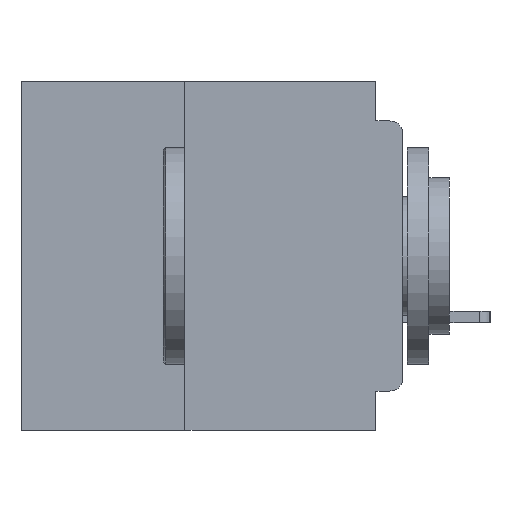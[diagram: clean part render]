
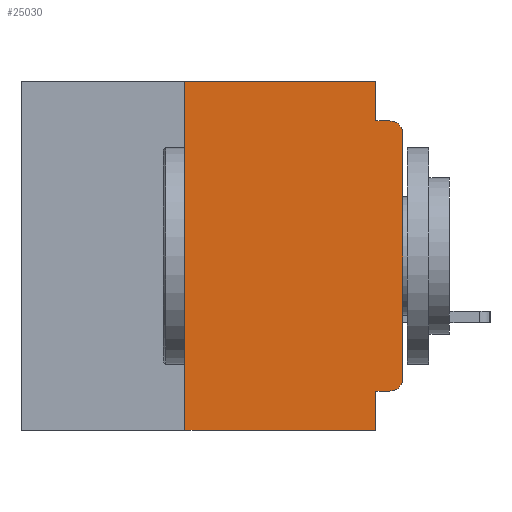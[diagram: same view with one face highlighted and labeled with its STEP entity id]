
A CAD part, left-side view. The second image highlights one B-rep face of the part: STEP entity #25030.
In plain terms, the highlighted planar face has unit normal (-1, 0, 0).
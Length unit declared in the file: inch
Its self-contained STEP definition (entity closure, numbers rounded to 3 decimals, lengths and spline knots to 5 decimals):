
#234 = EDGE_CURVE ( 'NONE', #50088, #28986, #44037, .T. ) ;
#309 = EDGE_CURVE ( 'NONE', #26356, #754, #30275, .T. ) ;
#754 = VERTEX_POINT ( 'NONE', #46966 ) ;
#2625 = DIRECTION ( 'NONE',  ( 0., -1., 0. ) ) ;
#2810 = VECTOR ( 'NONE', #49037, 39.37008 ) ;
#2995 = CARTESIAN_POINT ( 'NONE',  ( 0., 0.031, -0.4 ) ) ;
#4083 = CARTESIAN_POINT ( 'NONE',  ( 0., 0.25, -0.4 ) ) ;
#4988 = VERTEX_POINT ( 'NONE', #19917 ) ;
#5557 = VECTOR ( 'NONE', #31598, 39.37008 ) ;
#7045 = EDGE_CURVE ( 'NONE', #41178, #26647, #8482, .T. ) ;
#8482 = CIRCLE ( 'NONE', #26587, 0.015 ) ;
#9930 = CARTESIAN_POINT ( 'NONE',  ( 0., 0.25, 0. ) ) ;
#10068 = PLANE ( 'NONE',  #40199 ) ;
#10471 = CARTESIAN_POINT ( 'NONE',  ( 0., 0., -0.045 ) ) ;
#12173 = CARTESIAN_POINT ( 'NONE',  ( 0., 0.437, -0.4 ) ) ;
#12185 = ORIENTED_EDGE ( 'NONE', *, *, #234, .F. ) ;
#12434 = CARTESIAN_POINT ( 'NONE',  ( 0., 0.031, -0.045 ) ) ;
#12935 = VECTOR ( 'NONE', #26354, 39.37008 ) ;
#13215 = LINE ( 'NONE', #33604, #2810 ) ;
#14009 = DIRECTION ( 'NONE',  ( 0., 0., -1. ) ) ;
#14069 = ORIENTED_EDGE ( 'NONE', *, *, #309, .T. ) ;
#15885 = VECTOR ( 'NONE', #16636, 39.37008 ) ;
#16636 = DIRECTION ( 'NONE',  ( 0., 0., 1. ) ) ;
#16823 = VECTOR ( 'NONE', #25060, 39.37008 ) ;
#17171 = LINE ( 'NONE', #12173, #36769 ) ;
#17596 = VERTEX_POINT ( 'NONE', #9930 ) ;
#19917 = CARTESIAN_POINT ( 'NONE',  ( 0., 0.031, -0.355 ) ) ;
#20826 = ORIENTED_EDGE ( 'NONE', *, *, #38430, .T. ) ;
#20909 = VERTEX_POINT ( 'NONE', #38185 ) ;
#21266 = CARTESIAN_POINT ( 'NONE',  ( 0., 0.015, -0.06 ) ) ;
#22210 = EDGE_CURVE ( 'NONE', #4988, #48716, #27575, .T. ) ;
#22666 = DIRECTION ( 'NONE',  ( -1., 0., 0. ) ) ;
#23443 = CARTESIAN_POINT ( 'NONE',  ( 0., 0.015, -0.34 ) ) ;
#25030 = ADVANCED_FACE ( 'NONE', ( #39323 ), #10068, .F. ) ;
#25060 = DIRECTION ( 'NONE',  ( 0., 1., 0. ) ) ;
#25251 = DIRECTION ( 'NONE',  ( 0., 0., -1. ) ) ;
#26354 = DIRECTION ( 'NONE',  ( 0., 0., -1. ) ) ;
#26356 = VERTEX_POINT ( 'NONE', #45555 ) ;
#26587 = AXIS2_PLACEMENT_3D ( 'NONE', #21266, #48352, #25251 ) ;
#26647 = VERTEX_POINT ( 'NONE', #47209 ) ;
#27005 = EDGE_CURVE ( 'NONE', #20909, #17596, #35577, .T. ) ;
#27248 = EDGE_CURVE ( 'NONE', #26356, #4988, #46627, .T. ) ;
#27575 = LINE ( 'NONE', #2995, #48037 ) ;
#28014 = EDGE_CURVE ( 'NONE', #28986, #26647, #32153, .T. ) ;
#28986 = VERTEX_POINT ( 'NONE', #12434 ) ;
#29524 = ORIENTED_EDGE ( 'NONE', *, *, #28014, .F. ) ;
#29772 = CARTESIAN_POINT ( 'NONE',  ( 0., 0.437, 0. ) ) ;
#30275 = CIRCLE ( 'NONE', #47334, 0.015 ) ;
#30563 = DIRECTION ( 'NONE',  ( 0., 0., -1. ) ) ;
#31598 = DIRECTION ( 'NONE',  ( 0., 0., 1. ) ) ;
#31841 = DIRECTION ( 'NONE',  ( 0., -1., 0. ) ) ;
#32153 = LINE ( 'NONE', #10471, #50137 ) ;
#33127 = ORIENTED_EDGE ( 'NONE', *, *, #42587, .F. ) ;
#33604 = CARTESIAN_POINT ( 'NONE',  ( 0., 0.437, 0. ) ) ;
#34374 = CARTESIAN_POINT ( 'NONE',  ( 0., 0.031, 0. ) ) ;
#35049 = DIRECTION ( 'NONE',  ( 0., 0., -1. ) ) ;
#35556 = CARTESIAN_POINT ( 'NONE',  ( 0., 0.031, 0. ) ) ;
#35577 = LINE ( 'NONE', #4083, #5557 ) ;
#36010 = CARTESIAN_POINT ( 'NONE',  ( 0., 0., 0. ) ) ;
#36747 = ORIENTED_EDGE ( 'NONE', *, *, #48384, .T. ) ;
#36769 = VECTOR ( 'NONE', #31841, 39.37008 ) ;
#37471 = DIRECTION ( 'NONE',  ( 1., 0., 0. ) ) ;
#38185 = CARTESIAN_POINT ( 'NONE',  ( 0., 0.25, -0.4 ) ) ;
#38430 = EDGE_CURVE ( 'NONE', #754, #41178, #46931, .T. ) ;
#39323 = FACE_OUTER_BOUND ( 'NONE', #46818, .T. ) ;
#40199 = AXIS2_PLACEMENT_3D ( 'NONE', #29772, #37471, #14009 ) ;
#40330 = ORIENTED_EDGE ( 'NONE', *, *, #27248, .F. ) ;
#41178 = VERTEX_POINT ( 'NONE', #44126 ) ;
#42587 = EDGE_CURVE ( 'NONE', #17596, #50088, #13215, .T. ) ;
#43311 = ORIENTED_EDGE ( 'NONE', *, *, #27005, .F. ) ;
#44037 = LINE ( 'NONE', #34374, #12935 ) ;
#44126 = CARTESIAN_POINT ( 'NONE',  ( 0., 0., -0.06 ) ) ;
#45368 = CARTESIAN_POINT ( 'NONE',  ( 0., 0.031, -0.4 ) ) ;
#45555 = CARTESIAN_POINT ( 'NONE',  ( 0., 0.015, -0.355 ) ) ;
#46627 = LINE ( 'NONE', #48162, #16823 ) ;
#46818 = EDGE_LOOP ( 'NONE', ( #20826, #48723, #29524, #12185, #33127, #43311, #36747, #46937, #40330, #14069 ) ) ;
#46931 = LINE ( 'NONE', #36010, #15885 ) ;
#46937 = ORIENTED_EDGE ( 'NONE', *, *, #22210, .F. ) ;
#46966 = CARTESIAN_POINT ( 'NONE',  ( 0., 0., -0.34 ) ) ;
#47209 = CARTESIAN_POINT ( 'NONE',  ( 0., 0.015, -0.045 ) ) ;
#47334 = AXIS2_PLACEMENT_3D ( 'NONE', #23443, #22666, #35049 ) ;
#48037 = VECTOR ( 'NONE', #30563, 39.37008 ) ;
#48162 = CARTESIAN_POINT ( 'NONE',  ( 0., 0., -0.355 ) ) ;
#48352 = DIRECTION ( 'NONE',  ( -1., 0., 0. ) ) ;
#48384 = EDGE_CURVE ( 'NONE', #20909, #48716, #17171, .T. ) ;
#48716 = VERTEX_POINT ( 'NONE', #45368 ) ;
#48723 = ORIENTED_EDGE ( 'NONE', *, *, #7045, .T. ) ;
#49037 = DIRECTION ( 'NONE',  ( 0., -1., 0. ) ) ;
#50088 = VERTEX_POINT ( 'NONE', #35556 ) ;
#50137 = VECTOR ( 'NONE', #2625, 39.37008 ) ;
